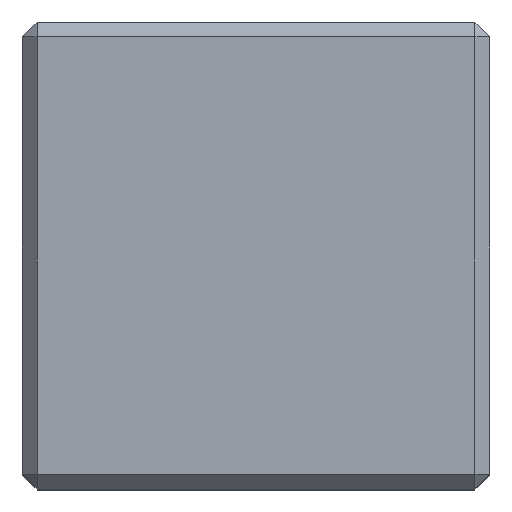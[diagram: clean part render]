
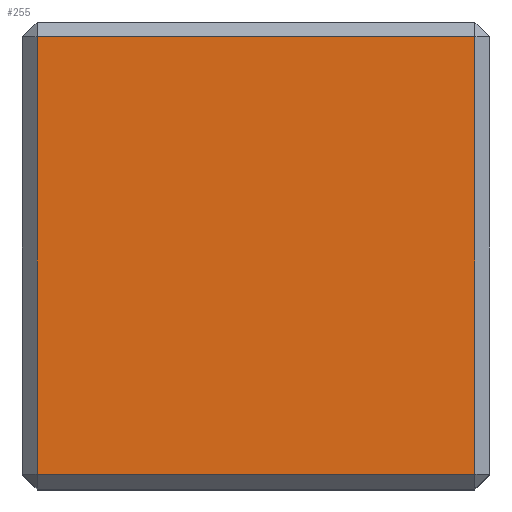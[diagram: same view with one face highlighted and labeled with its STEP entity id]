
A CAD part, top view. The second image highlights one B-rep face of the part: STEP entity #255.
In plain terms, the highlighted planar face has unit normal (0, 0, 1).
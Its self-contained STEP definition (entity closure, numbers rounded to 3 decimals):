
#11 = DIRECTION ( 'NONE',  ( -1., 0., 0. ) ) ;
#18 = ORIENTED_EDGE ( 'NONE', *, *, #655, .T. ) ;
#30 = VECTOR ( 'NONE', #11, 1000. ) ;
#79 = CARTESIAN_POINT ( 'NONE',  ( -7.5, 0., 20. ) ) ;
#92 = CARTESIAN_POINT ( 'NONE',  ( -7.5, -7.5, 20. ) ) ;
#117 = FACE_OUTER_BOUND ( 'NONE', #416, .T. ) ;
#163 = LINE ( 'NONE', #167, #646 ) ;
#167 = CARTESIAN_POINT ( 'NONE',  ( 7.5, 8., 20. ) ) ;
#196 = VECTOR ( 'NONE', #437, 1000. ) ;
#202 = VERTEX_POINT ( 'NONE', #479 ) ;
#239 = DIRECTION ( 'NONE',  ( 1., 0., 0. ) ) ;
#255 = ADVANCED_FACE ( 'NONE', ( #117 ), #615, .T. ) ;
#274 = VERTEX_POINT ( 'NONE', #737 ) ;
#308 = DIRECTION ( 'NONE',  ( 0., 0., 1. ) ) ;
#320 = CARTESIAN_POINT ( 'NONE',  ( 0., 7.5, 20. ) ) ;
#353 = DIRECTION ( 'NONE',  ( 1., 0., 0. ) ) ;
#370 = EDGE_CURVE ( 'NONE', #717, #202, #411, .T. ) ;
#406 = ORIENTED_EDGE ( 'NONE', *, *, #410, .T. ) ;
#410 = EDGE_CURVE ( 'NONE', #591, #717, #576, .T. ) ;
#411 = LINE ( 'NONE', #672, #496 ) ;
#416 = EDGE_LOOP ( 'NONE', ( #18, #544, #406, #500 ) ) ;
#437 = DIRECTION ( 'NONE',  ( 0., -1., 0. ) ) ;
#479 = CARTESIAN_POINT ( 'NONE',  ( 7.5, -7.5, 20. ) ) ;
#486 = CARTESIAN_POINT ( 'NONE',  ( 0., 0., 20. ) ) ;
#496 = VECTOR ( 'NONE', #353, 1000. ) ;
#500 = ORIENTED_EDGE ( 'NONE', *, *, #370, .T. ) ;
#503 = EDGE_CURVE ( 'NONE', #274, #591, #626, .T. ) ;
#544 = ORIENTED_EDGE ( 'NONE', *, *, #503, .T. ) ;
#576 = LINE ( 'NONE', #79, #196 ) ;
#591 = VERTEX_POINT ( 'NONE', #788 ) ;
#598 = DIRECTION ( 'NONE',  ( 0., 1., 0. ) ) ;
#615 = PLANE ( 'NONE',  #719 ) ;
#626 = LINE ( 'NONE', #320, #30 ) ;
#646 = VECTOR ( 'NONE', #598, 1000. ) ;
#655 = EDGE_CURVE ( 'NONE', #202, #274, #163, .T. ) ;
#672 = CARTESIAN_POINT ( 'NONE',  ( 8., -7.5, 20. ) ) ;
#717 = VERTEX_POINT ( 'NONE', #92 ) ;
#719 = AXIS2_PLACEMENT_3D ( 'NONE', #486, #308, #239 ) ;
#737 = CARTESIAN_POINT ( 'NONE',  ( 7.5, 7.5, 20. ) ) ;
#788 = CARTESIAN_POINT ( 'NONE',  ( -7.5, 7.5, 20. ) ) ;
